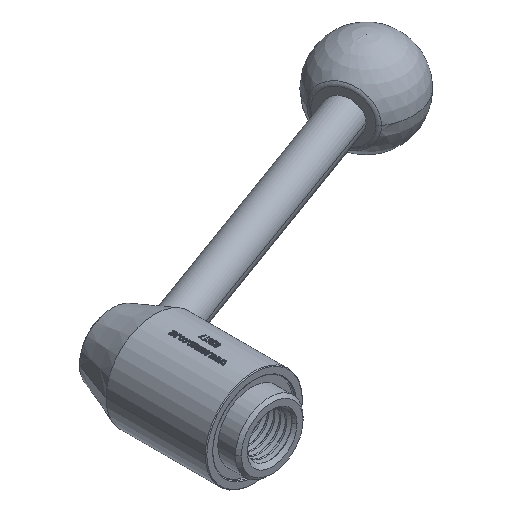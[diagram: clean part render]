
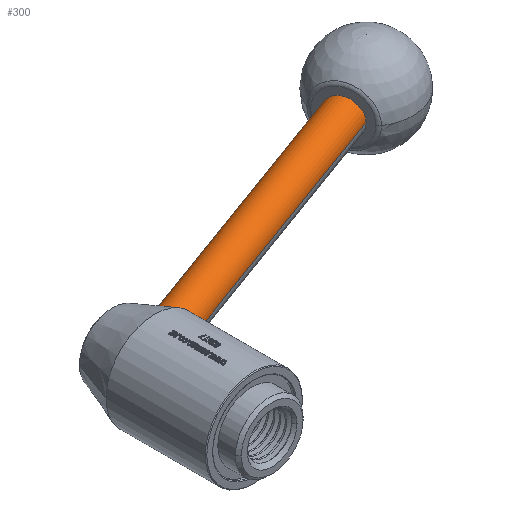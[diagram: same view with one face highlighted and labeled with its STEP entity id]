
A CAD part, isometric view. The second image highlights one B-rep face of the part: STEP entity #300.
In plain terms, the highlighted cylindrical face has radius 6 mm (diameter 12 mm), a partial arc.
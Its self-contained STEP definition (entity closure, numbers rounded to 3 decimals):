
#300 = ADVANCED_FACE ( 'NONE', ( #13620 ), #15081, .T. ) ;
#546 = CARTESIAN_POINT ( 'NONE',  ( 11.223, 53.191, 3.18 ) ) ;
#635 = DIRECTION ( 'NONE',  ( 0.342, -0.94, 0. ) ) ;
#664 = CARTESIAN_POINT ( 'NONE',  ( 12.439, 47.381, 5.962 ) ) ;
#775 = CARTESIAN_POINT ( 'NONE',  ( 15.296, 43.078, 1.572 ) ) ;
#1145 = CIRCLE ( 'NONE', #2426, 6. ) ;
#1709 = B_SPLINE_CURVE_WITH_KNOTS ( 'NONE', 3,
 ( #8725, #7344, #16680, #14050, #5960, #12698, #11301, #2116, #3278, #9909, #546, #4818, #11474, #4641, #1880, #11426, #8611, #11245, #3456, #4701, #16803, #15283, #12591, #7234, #664, #2053, #7471, #12750, #7293, #13987, #15353, #16620, #4761, #2005, #6128, #15464, #8785, #3336, #775, #8664, #10021, #11371, #12819, #14295 ),
 .UNSPECIFIED., .F., .F.,
 ( 4, 2, 2, 2, 2, 2, 2, 2, 2, 2, 2, 2, 2, 2, 2, 2, 2, 2, 2, 2, 2, 4 ),
 ( 0.015, 0.016, 0.016, 0.017, 0.018, 0.019, 0.02, 0.021, 0.022, 0.022, 0.023, 0.025, 0.026, 0.027, 0.028, 0.029, 0.03, 0.03, 0.032, 0.033, 0.033, 0.034 ),
 .UNSPECIFIED. ) ;
#1880 = CARTESIAN_POINT ( 'NONE',  ( 11.249, 51.692, 4.759 ) ) ;
#2005 = CARTESIAN_POINT ( 'NONE',  ( 14.602, 43.944, 3.666 ) ) ;
#2053 = CARTESIAN_POINT ( 'NONE',  ( 12.796, 46.679, 5.806 ) ) ;
#2111 = EDGE_CURVE ( 'NONE', #2316, #4807, #17351, .T. ) ;
#2116 = CARTESIAN_POINT ( 'NONE',  ( 11.245, 53.593, 2.491 ) ) ;
#2316 = VERTEX_POINT ( 'NONE', #13739 ) ;
#2381 = CARTESIAN_POINT ( 'NONE',  ( 121.052, 81.362, 0. ) ) ;
#2426 = AXIS2_PLACEMENT_3D ( 'NONE', #6421, #10251, #16857 ) ;
#2497 = DIRECTION ( 'NONE',  ( -0.94, -0.342, 0. ) ) ;
#3278 = CARTESIAN_POINT ( 'NONE',  ( 11.239, 53.5, 2.669 ) ) ;
#3336 = CARTESIAN_POINT ( 'NONE',  ( 15.217, 43.173, 1.949 ) ) ;
#3362 = ORIENTED_EDGE ( 'NONE', *, *, #2111, .F. ) ;
#3405 = CARTESIAN_POINT ( 'NONE',  ( 104.732, 88.192, 0. ) ) ;
#3456 = CARTESIAN_POINT ( 'NONE',  ( 11.412, 50.501, 5.458 ) ) ;
#3473 = DIRECTION ( 'NONE',  ( -0.94, -0.342, 0. ) ) ;
#4240 = ORIENTED_EDGE ( 'NONE', *, *, #17239, .F. ) ;
#4641 = CARTESIAN_POINT ( 'NONE',  ( 11.229, 52.001, 4.514 ) ) ;
#4701 = CARTESIAN_POINT ( 'NONE',  ( 11.521, 49.962, 5.686 ) ) ;
#4761 = CARTESIAN_POINT ( 'NONE',  ( 14.444, 44.151, 3.968 ) ) ;
#4807 = VERTEX_POINT ( 'NONE', #14723 ) ;
#4818 = CARTESIAN_POINT ( 'NONE',  ( 11.212, 52.843, 3.662 ) ) ;
#5365 = CARTESIAN_POINT ( 'NONE',  ( 11.299, 54.185, 0. ) ) ;
#5960 = CARTESIAN_POINT ( 'NONE',  ( 11.289, 54.098, 0.989 ) ) ;
#6128 = CARTESIAN_POINT ( 'NONE',  ( 14.676, 43.847, 3.51 ) ) ;
#6156 = VECTOR ( 'NONE', #3473, 1000. ) ;
#6421 = CARTESIAN_POINT ( 'NONE',  ( 106.784, 82.554, 0. ) ) ;
#7234 = CARTESIAN_POINT ( 'NONE',  ( 12.274, 47.74, 6. ) ) ;
#7258 = ORIENTED_EDGE ( 'NONE', *, *, #12322, .T. ) ;
#7293 = CARTESIAN_POINT ( 'NONE',  ( 13.552, 45.415, 5.204 ) ) ;
#7344 = CARTESIAN_POINT ( 'NONE',  ( 11.299, 54.185, 0.197 ) ) ;
#7471 = CARTESIAN_POINT ( 'NONE',  ( 12.982, 46.347, 5.691 ) ) ;
#7598 = ORIENTED_EDGE ( 'NONE', *, *, #8393, .T. ) ;
#7822 = LINE ( 'NONE', #15761, #6156 ) ;
#8393 = EDGE_CURVE ( 'NONE', #14040, #10161, #7822, .T. ) ;
#8611 = CARTESIAN_POINT ( 'NONE',  ( 11.326, 51.029, 5.185 ) ) ;
#8664 = CARTESIAN_POINT ( 'NONE',  ( 15.375, 42.983, 0.992 ) ) ;
#8725 = CARTESIAN_POINT ( 'NONE',  ( 11.299, 54.185, 0. ) ) ;
#8785 = CARTESIAN_POINT ( 'NONE',  ( 15.011, 43.424, 2.683 ) ) ;
#9909 = CARTESIAN_POINT ( 'NONE',  ( 11.227, 53.299, 3.013 ) ) ;
#10021 = CARTESIAN_POINT ( 'NONE',  ( 15.396, 42.959, 0.797 ) ) ;
#10063 = CARTESIAN_POINT ( 'NONE',  ( 119., 87., 0. ) ) ;
#10161 = VERTEX_POINT ( 'NONE', #5365 ) ;
#10251 = DIRECTION ( 'NONE',  ( 0.94, 0.342, 0. ) ) ;
#11245 = CARTESIAN_POINT ( 'NONE',  ( 11.38, 50.681, 5.372 ) ) ;
#11301 = CARTESIAN_POINT ( 'NONE',  ( 11.263, 53.841, 1.948 ) ) ;
#11371 = CARTESIAN_POINT ( 'NONE',  ( 15.423, 42.927, 0.401 ) ) ;
#11426 = CARTESIAN_POINT ( 'NONE',  ( 11.303, 51.198, 5.084 ) ) ;
#11474 = CARTESIAN_POINT ( 'NONE',  ( 11.21, 52.58, 3.962 ) ) ;
#12322 = EDGE_CURVE ( 'NONE', #10161, #4807, #1709, .T. ) ;
#12591 = CARTESIAN_POINT ( 'NONE',  ( 11.974, 48.473, 6. ) ) ;
#12698 = CARTESIAN_POINT ( 'NONE',  ( 11.276, 53.968, 1.573 ) ) ;
#12728 = DIRECTION ( 'NONE',  ( -0.94, -0.342, 0. ) ) ;
#12750 = CARTESIAN_POINT ( 'NONE',  ( 13.358, 45.717, 5.391 ) ) ;
#12819 = CARTESIAN_POINT ( 'NONE',  ( 15.43, 42.918, 0.199 ) ) ;
#13620 = FACE_OUTER_BOUND ( 'NONE', #15382, .T. ) ;
#13739 = CARTESIAN_POINT ( 'NONE',  ( 108.836, 76.916, 0. ) ) ;
#13987 = CARTESIAN_POINT ( 'NONE',  ( 13.924, 44.863, 4.772 ) ) ;
#14040 = VERTEX_POINT ( 'NONE', #3405 ) ;
#14050 = CARTESIAN_POINT ( 'NONE',  ( 11.293, 54.131, 0.79 ) ) ;
#14295 = CARTESIAN_POINT ( 'NONE',  ( 15.43, 42.918, 0. ) ) ;
#14723 = CARTESIAN_POINT ( 'NONE',  ( 15.43, 42.918, 0. ) ) ;
#15081 = CYLINDRICAL_SURFACE ( 'NONE', #15985, 6. ) ;
#15283 = CARTESIAN_POINT ( 'NONE',  ( 11.839, 48.853, 5.959 ) ) ;
#15353 = CARTESIAN_POINT ( 'NONE',  ( 14.105, 44.61, 4.527 ) ) ;
#15382 = EDGE_LOOP ( 'NONE', ( #4240, #7598, #7258, #3362 ) ) ;
#15464 = CARTESIAN_POINT ( 'NONE',  ( 14.888, 43.577, 3.026 ) ) ;
#15761 = CARTESIAN_POINT ( 'NONE',  ( 116.948, 92.638, 0. ) ) ;
#15985 = AXIS2_PLACEMENT_3D ( 'NONE', #10063, #12728, #635 ) ;
#16620 = CARTESIAN_POINT ( 'NONE',  ( 14.361, 44.262, 4.114 ) ) ;
#16680 = CARTESIAN_POINT ( 'NONE',  ( 11.298, 54.174, 0.395 ) ) ;
#16803 = CARTESIAN_POINT ( 'NONE',  ( 11.613, 49.596, 5.802 ) ) ;
#16857 = DIRECTION ( 'NONE',  ( -0.342, 0.94, 0. ) ) ;
#16929 = VECTOR ( 'NONE', #2497, 1000. ) ;
#17239 = EDGE_CURVE ( 'NONE', #14040, #2316, #1145, .T. ) ;
#17351 = LINE ( 'NONE', #2381, #16929 ) ;
